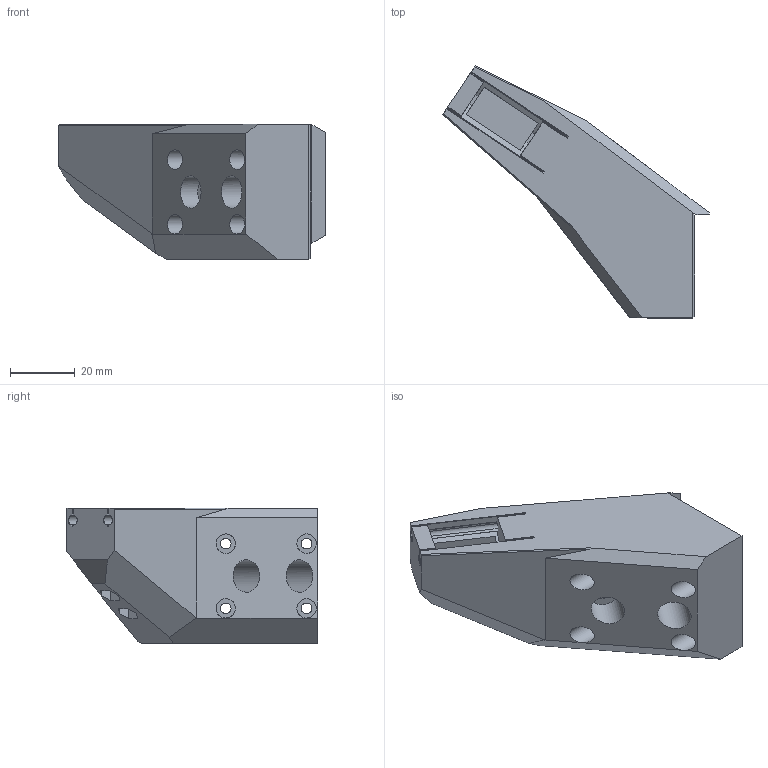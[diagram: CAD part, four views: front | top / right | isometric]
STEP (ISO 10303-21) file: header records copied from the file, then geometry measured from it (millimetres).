
FILE_DESCRIPTION(/* description */ ('STEP AP214'),/* implementation_level */ '2;1');
FILE_NAME(/* name */ '603d0b4ed09bbf192b7cd4fd',/* time_stamp */ '2021-03-01T15:42:07+00:00',/* author */ (''),/* organization */ (''),/* preprocessor_version */ 'ST-DEVELOPER v18.1',/* originating_system */ ' ',/* authorisation */ ' ');
FILE_SCHEMA (('AUTOMOTIVE_DESIGN {1 0 10303 214 3 1 1}'));
Length unit declared in the file: metre
Products named in the file (1): right_arm
Bounding box: 82.31 x 77.86 x 42 mm (x, y, z)
Volume: 89697.2 mm3; surface area: 18650.9 mm2
Topology: 1 solids, 1 shells, 129 faces, 342 edges, 223 vertices
Faces by surface type: plane 98, cylinder 23, cone 8
Full cylindrical faces by diameter (mm): 3.3 x6, 5.3 x2, 6 x4, 10 x2
Entity records: 3931 total; most frequent: CARTESIAN_POINT 713, ORIENTED_EDGE 652, DIRECTION 631, EDGE_CURVE 326, LINE 257, VECTOR 257, VERTEX_POINT 221, AXIS2_PLACEMENT_3D 187
